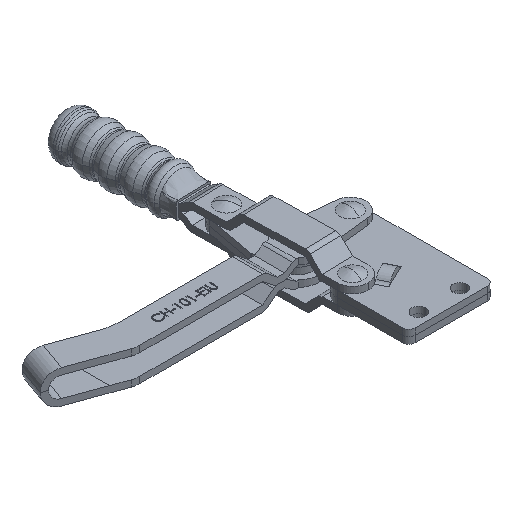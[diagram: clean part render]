
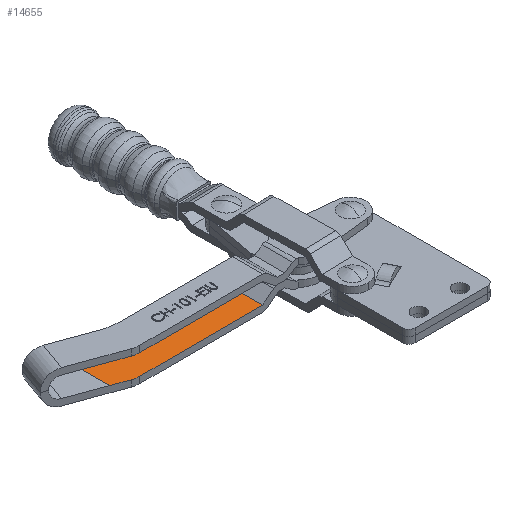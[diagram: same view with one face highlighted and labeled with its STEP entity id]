
A CAD part, isometric view. The second image highlights one B-rep face of the part: STEP entity #14655.
In plain terms, the highlighted planar face has unit normal (0, 0, 1).
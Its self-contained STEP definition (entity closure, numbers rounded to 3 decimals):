
#14402 = VERTEX_POINT ( 'NONE', #22585 ) ;
#14404 = EDGE_CURVE ( 'NONE', #14428, #14402, #22583, .T. ) ;
#14428 = VERTEX_POINT ( 'NONE', #22660 ) ;
#14445 = EDGE_CURVE ( 'NONE', #14402, #14471, #22704, .T. ) ;
#14471 = VERTEX_POINT ( 'NONE', #22717 ) ;
#14531 = EDGE_CURVE ( 'NONE', #14570, #14615, #22799, .T. ) ;
#14570 = VERTEX_POINT ( 'NONE', #22908 ) ;
#14572 = EDGE_CURVE ( 'NONE', #14573, #14570, #22907, .T. ) ;
#14573 = VERTEX_POINT ( 'NONE', #22903 ) ;
#14594 = VERTEX_POINT ( 'NONE', #22928 ) ;
#14597 = EDGE_CURVE ( 'NONE', #14615, #14594, #22926, .T. ) ;
#14615 = VERTEX_POINT ( 'NONE', #22959 ) ;
#14647 = EDGE_CURVE ( 'NONE', #14648, #14428, #23045, .T. ) ;
#14648 = VERTEX_POINT ( 'NONE', #23041 ) ;
#14655 = ADVANCED_FACE ( 'NONE', ( #23029 ), #23024, .F. ) ;
#14656 = EDGE_LOOP ( 'NONE', ( #14657, #14658, #14660, #14661, #14662, #14663, #14664, #14720 ) ) ;
#14657 = ORIENTED_EDGE ( 'NONE', *, *, #14597, .T. ) ;
#14658 = ORIENTED_EDGE ( 'NONE', *, *, #14659, .F. ) ;
#14659 = EDGE_CURVE ( 'NONE', #14648, #14594, #23080, .T. ) ;
#14660 = ORIENTED_EDGE ( 'NONE', *, *, #14647, .T. ) ;
#14661 = ORIENTED_EDGE ( 'NONE', *, *, #14404, .T. ) ;
#14662 = ORIENTED_EDGE ( 'NONE', *, *, #14445, .T. ) ;
#14663 = ORIENTED_EDGE ( 'NONE', *, *, #14674, .T. ) ;
#14664 = ORIENTED_EDGE ( 'NONE', *, *, #14572, .T. ) ;
#14674 = EDGE_CURVE ( 'NONE', #14471, #14573, #23071, .T. ) ;
#14720 = ORIENTED_EDGE ( 'NONE', *, *, #14531, .T. ) ;
#22579 = DIRECTION ( 'NONE',  ( 1., 0., 0. ) ) ;
#22580 = DIRECTION ( 'NONE',  ( 0., 0., 1. ) ) ;
#22581 = CARTESIAN_POINT ( 'NONE',  ( -103.062, 2.997, -4.727 ) ) ;
#22582 = AXIS2_PLACEMENT_3D ( 'NONE', #22581, #22580, #22579 ) ;
#22583 = CIRCLE ( 'NONE', #22582, 10. ) ;
#22585 = CARTESIAN_POINT ( 'NONE',  ( -103.062, -7.003, -4.727 ) ) ;
#22660 = CARTESIAN_POINT ( 'NONE',  ( -106.482, -6.4, -4.727 ) ) ;
#22701 = DIRECTION ( 'NONE',  ( 1., 0., 0. ) ) ;
#22702 = VECTOR ( 'NONE', #22701, 1000. ) ;
#22703 = CARTESIAN_POINT ( 'NONE',  ( -103.062, -7.003, -4.727 ) ) ;
#22704 = LINE ( 'NONE', #22703, #22702 ) ;
#22717 = CARTESIAN_POINT ( 'NONE',  ( -46.186, -7.003, -4.727 ) ) ;
#22798 = AXIS2_PLACEMENT_3D ( 'NONE', #22859, #22858, #22857 ) ;
#22799 = CIRCLE ( 'NONE', #22798, 24. ) ;
#22857 = DIRECTION ( 'NONE',  ( 1., 0., 0. ) ) ;
#22858 = DIRECTION ( 'NONE',  ( 0., 0., -1. ) ) ;
#22859 = CARTESIAN_POINT ( 'NONE',  ( -98.142, 31.003, -4.727 ) ) ;
#22903 = CARTESIAN_POINT ( 'NONE',  ( -46.186, 7.003, -4.727 ) ) ;
#22904 = DIRECTION ( 'NONE',  ( -1., 0., 0. ) ) ;
#22905 = VECTOR ( 'NONE', #22904, 1000. ) ;
#22906 = CARTESIAN_POINT ( 'NONE',  ( -98.142, 7.003, -4.727 ) ) ;
#22907 = LINE ( 'NONE', #22906, #22905 ) ;
#22908 = CARTESIAN_POINT ( 'NONE',  ( -98.142, 7.003, -4.727 ) ) ;
#22924 = DIRECTION ( 'NONE',  ( -0.94, 0.342, 0. ) ) ;
#22925 = CARTESIAN_POINT ( 'NONE',  ( -106.351, 8.451, -4.727 ) ) ;
#22926 = LINE ( 'NONE', #22925, #22985 ) ;
#22928 = CARTESIAN_POINT ( 'NONE',  ( -113.8, 11.162, -4.727 ) ) ;
#22959 = CARTESIAN_POINT ( 'NONE',  ( -106.351, 8.451, -4.727 ) ) ;
#22985 = VECTOR ( 'NONE', #22924, 1000. ) ;
#23020 = DIRECTION ( 'NONE',  ( 1., 0., 0. ) ) ;
#23021 = DIRECTION ( 'NONE',  ( 0., 0., -1. ) ) ;
#23022 = AXIS2_PLACEMENT_3D ( 'NONE', #23023, #23021, #23020 ) ;
#23023 = CARTESIAN_POINT ( 'NONE',  ( -46.186, -9.7, -4.727 ) ) ;
#23024 = PLANE ( 'NONE',  #23022 ) ;
#23029 = FACE_OUTER_BOUND ( 'NONE', #14656, .T. ) ;
#23041 = CARTESIAN_POINT ( 'NONE',  ( -113.8, -3.737, -4.727 ) ) ;
#23042 = DIRECTION ( 'NONE',  ( 0.94, -0.342, 0. ) ) ;
#23043 = VECTOR ( 'NONE', #23042, 1000. ) ;
#23044 = CARTESIAN_POINT ( 'NONE',  ( -106.482, -6.4, -4.727 ) ) ;
#23045 = LINE ( 'NONE', #23044, #23043 ) ;
#23063 = DIRECTION ( 'NONE',  ( 0., 1., 0. ) ) ;
#23064 = VECTOR ( 'NONE', #23063, 1000. ) ;
#23065 = CARTESIAN_POINT ( 'NONE',  ( -46.186, -9.7, -4.727 ) ) ;
#23071 = LINE ( 'NONE', #23065, #23064 ) ;
#23077 = DIRECTION ( 'NONE',  ( 0., 1., 0. ) ) ;
#23078 = VECTOR ( 'NONE', #23077, 1000. ) ;
#23079 = CARTESIAN_POINT ( 'NONE',  ( -113.8, -9.7, -4.727 ) ) ;
#23080 = LINE ( 'NONE', #23079, #23078 ) ;
